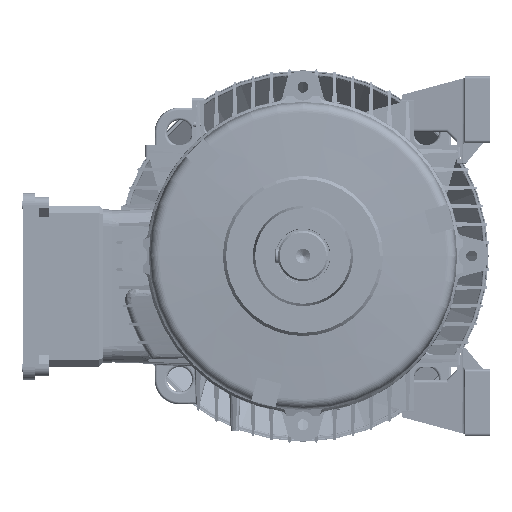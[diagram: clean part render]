
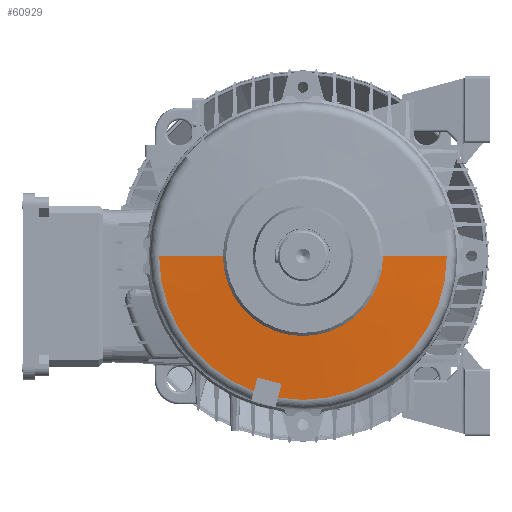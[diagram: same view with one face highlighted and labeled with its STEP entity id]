
A CAD part, left-side view. The second image highlights one B-rep face of the part: STEP entity #60929.
In plain terms, the highlighted conical face has half-angle 86.534 degrees and reference radius 96.287 mm.
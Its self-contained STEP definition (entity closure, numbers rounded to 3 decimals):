
#29309 = DIRECTION ( 'NONE',  ( -0.06, 0., -0.998 ) ) ;
#35127 = DIRECTION ( 'NONE',  ( -1., 0., 0. ) ) ;
#36277 = CARTESIAN_POINT ( 'NONE',  ( 47.911, 0., 0. ) ) ;
#42063 = CARTESIAN_POINT ( 'NONE',  ( 47.911, 0., 0. ) ) ;
#44738 = EDGE_CURVE ( 'NONE', #78261, #189402, #153951, .T. ) ;
#47768 = AXIS2_PLACEMENT_3D ( 'NONE', #42063, #204705, #136636 ) ;
#54666 = EDGE_CURVE ( 'NONE', #112943, #69878, #118181, .T. ) ;
#60929 = ADVANCED_FACE ( 'NONE', ( #113629 ), #154549, .T. ) ;
#61303 = DIRECTION ( 'NONE',  ( 0., 0., 1. ) ) ;
#69878 = VERTEX_POINT ( 'NONE', #79360 ) ;
#69890 = CIRCLE ( 'NONE', #99413, 173.017 ) ;
#78261 = VERTEX_POINT ( 'NONE', #219275 ) ;
#79360 = CARTESIAN_POINT ( 'NONE',  ( 43.264, 0., -173.017 ) ) ;
#85268 = EDGE_CURVE ( 'NONE', #189402, #69878, #69890, .T. ) ;
#98611 = CARTESIAN_POINT ( 'NONE',  ( 47.911, 0., -96.286 ) ) ;
#99413 = AXIS2_PLACEMENT_3D ( 'NONE', #114405, #149041, #61303 ) ;
#101746 = ORIENTED_EDGE ( 'NONE', *, *, #85268, .F. ) ;
#105566 = DIRECTION ( 'NONE',  ( 0., 0., 1. ) ) ;
#112943 = VERTEX_POINT ( 'NONE', #227941 ) ;
#113629 = FACE_OUTER_BOUND ( 'NONE', #133875, .T. ) ;
#114405 = CARTESIAN_POINT ( 'NONE',  ( 43.264, 0., 0. ) ) ;
#118181 = LINE ( 'NONE', #98611, #193605 ) ;
#133875 = EDGE_LOOP ( 'NONE', ( #156532, #167342, #101746, #206033 ) ) ;
#136636 = DIRECTION ( 'NONE',  ( 0., 0., 1. ) ) ;
#149041 = DIRECTION ( 'NONE',  ( -1., 0., 0. ) ) ;
#153951 = LINE ( 'NONE', #185171, #161127 ) ;
#154549 = CONICAL_SURFACE ( 'NONE', #47768, 96.286, 1.51 ) ;
#156532 = ORIENTED_EDGE ( 'NONE', *, *, #169850, .T. ) ;
#161127 = VECTOR ( 'NONE', #187421, 1000. ) ;
#167342 = ORIENTED_EDGE ( 'NONE', *, *, #54666, .T. ) ;
#169850 = EDGE_CURVE ( 'NONE', #78261, #112943, #187591, .T. ) ;
#185171 = CARTESIAN_POINT ( 'NONE',  ( 47.911, 0., 96.286 ) ) ;
#187421 = DIRECTION ( 'NONE',  ( -0.06, 0., 0.998 ) ) ;
#187591 = CIRCLE ( 'NONE', #202391, 96.286 ) ;
#189402 = VERTEX_POINT ( 'NONE', #204027 ) ;
#193605 = VECTOR ( 'NONE', #29309, 1000. ) ;
#202391 = AXIS2_PLACEMENT_3D ( 'NONE', #36277, #35127, #105566 ) ;
#204027 = CARTESIAN_POINT ( 'NONE',  ( 43.264, 0., 173.017 ) ) ;
#204705 = DIRECTION ( 'NONE',  ( -1., 0., 0. ) ) ;
#206033 = ORIENTED_EDGE ( 'NONE', *, *, #44738, .F. ) ;
#219275 = CARTESIAN_POINT ( 'NONE',  ( 47.911, 0., 96.286 ) ) ;
#227941 = CARTESIAN_POINT ( 'NONE',  ( 47.911, 0., -96.286 ) ) ;
